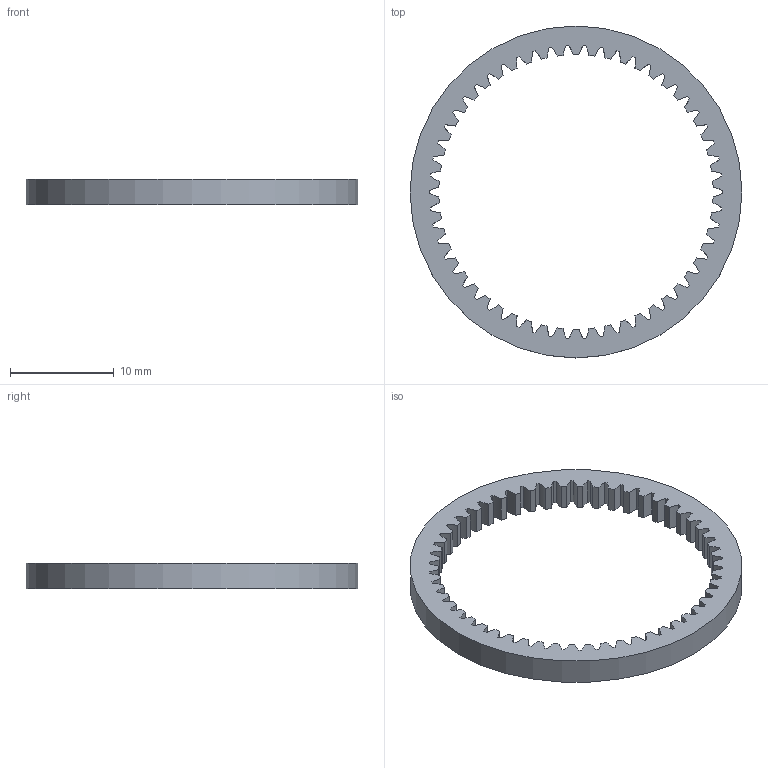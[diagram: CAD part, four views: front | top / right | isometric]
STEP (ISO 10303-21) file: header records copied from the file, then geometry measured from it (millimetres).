
FILE_DESCRIPTION(('FreeCAD Model'),'2;1');
FILE_NAME('Open CASCADE Shape Model','2025-07-30T21:32:19',('FreeCAD'),( 'FreeCAD'),'Open CASCADE STEP processor 7.6','FreeCAD','Unknown');
FILE_SCHEMA(('AUTOMOTIVE_DESIGN { 1 0 10303 214 1 1 1 1 }'));
Length unit declared in the file: millimetre
Products named in the file (1): Open CASCADE STEP translator 7.6 17
Bounding box: 32 x 32 x 2.5 mm (x, y, z)
Volume: 555.6 mm3; surface area: 1078.7 mm2
Topology: 1 solids, 1 shells, 219 faces, 651 edges, 434 vertices
Faces by surface type: extrusion 214, plane 4, cylinder 1
Full cylindrical faces by diameter (mm): 32 x1
Entity records: 13467 total; most frequent: CARTESIAN_POINT 8427, ORIENTED_EDGE 1302, EDGE_CURVE 651, B_SPLINE_CURVE_WITH_KNOTS 642, DIRECTION 451, VECTOR 435, VERTEX_POINT 434, FACE_BOUND 221
